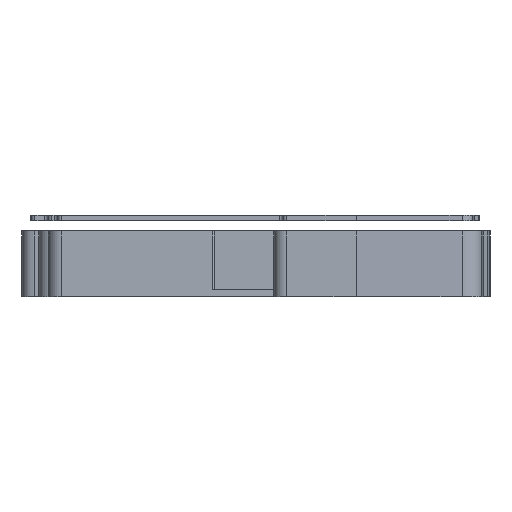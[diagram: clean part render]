
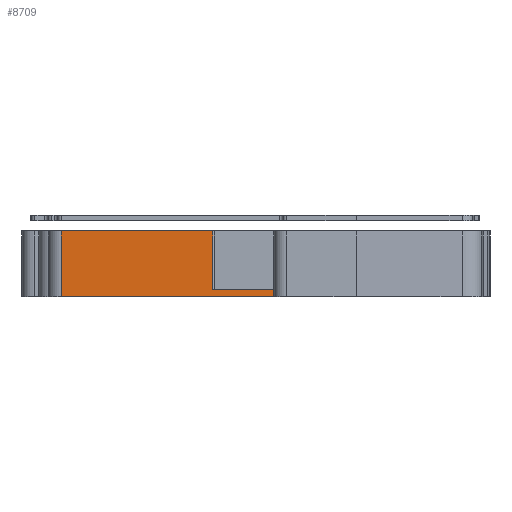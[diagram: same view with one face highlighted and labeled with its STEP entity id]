
A CAD part, left-side view. The second image highlights one B-rep face of the part: STEP entity #8709.
In plain terms, the highlighted planar face has unit normal (-1, 0, 0).
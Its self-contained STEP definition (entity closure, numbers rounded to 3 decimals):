
#571=FACE_OUTER_BOUND('',#1056,.T.);
#1056=EDGE_LOOP('',(#6614,#6615,#6616,#6617,#6618,#6619));
#1788=LINE('',#12871,#2867);
#1829=LINE('',#12997,#2908);
#1830=LINE('',#13001,#2909);
#1831=LINE('',#13003,#2910);
#1832=LINE('',#13005,#2911);
#1833=LINE('',#13006,#2912);
#2867=VECTOR('',#10413,10.);
#2908=VECTOR('',#10516,10.);
#2909=VECTOR('',#10521,10.);
#2910=VECTOR('',#10522,10.);
#2911=VECTOR('',#10523,10.);
#2912=VECTOR('',#10524,10.);
#3855=VERTEX_POINT('',#12868);
#3856=VERTEX_POINT('',#12870);
#3910=VERTEX_POINT('',#12996);
#3911=VERTEX_POINT('',#13000);
#3912=VERTEX_POINT('',#13002);
#3913=VERTEX_POINT('',#13004);
#4843=EDGE_CURVE('',#3856,#3855,#1788,.T.);
#4906=EDGE_CURVE('',#3856,#3910,#1829,.T.);
#4908=EDGE_CURVE('',#3911,#3855,#1830,.T.);
#4909=EDGE_CURVE('',#3911,#3912,#1831,.T.);
#4910=EDGE_CURVE('',#3912,#3913,#1832,.T.);
#4911=EDGE_CURVE('',#3913,#3910,#1833,.T.);
#6614=ORIENTED_EDGE('',*,*,#4843,.T.);
#6615=ORIENTED_EDGE('',*,*,#4908,.F.);
#6616=ORIENTED_EDGE('',*,*,#4909,.T.);
#6617=ORIENTED_EDGE('',*,*,#4910,.T.);
#6618=ORIENTED_EDGE('',*,*,#4911,.T.);
#6619=ORIENTED_EDGE('',*,*,#4906,.F.);
#8354=PLANE('',#9229);
#8709=ADVANCED_FACE('',(#571),#8354,.T.);
#9229=AXIS2_PLACEMENT_3D('',#12999,#10519,#10520);
#10413=DIRECTION('',(0.,1.,0.));
#10516=DIRECTION('',(0.,0.,-1.));
#10519=DIRECTION('center_axis',(-1.,0.,0.));
#10520=DIRECTION('ref_axis',(0.,-1.,0.));
#10521=DIRECTION('',(0.,0.,1.));
#10522=DIRECTION('',(0.,-1.,0.));
#10523=DIRECTION('',(0.,0.,1.));
#10524=DIRECTION('',(0.,1.,0.));
#12868=CARTESIAN_POINT('',(-5.652,110.524,18.5));
#12870=CARTESIAN_POINT('',(-5.652,68.001,18.5));
#12871=CARTESIAN_POINT('',(-5.652,83.659,18.5));
#12996=CARTESIAN_POINT('',(-5.652,68.001,2.));
#12997=CARTESIAN_POINT('',(-5.652,68.001,2.5));
#12999=CARTESIAN_POINT('Origin',(-5.652,110.524,0.));
#13000=CARTESIAN_POINT('',(-5.652,110.524,0.));
#13001=CARTESIAN_POINT('',(-5.652,110.524,0.));
#13002=CARTESIAN_POINT('',(-5.652,50.845,0.));
#13003=CARTESIAN_POINT('',(-5.652,110.524,0.));
#13004=CARTESIAN_POINT('',(-5.652,50.845,2.));
#13005=CARTESIAN_POINT('',(-5.652,50.845,0.));
#13006=CARTESIAN_POINT('',(-5.652,84.637,2.));
